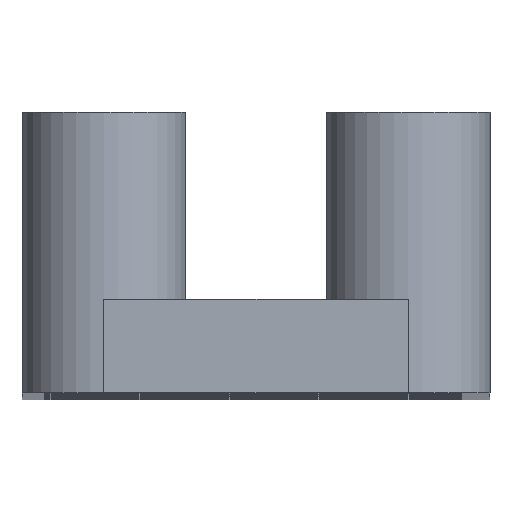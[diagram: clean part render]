
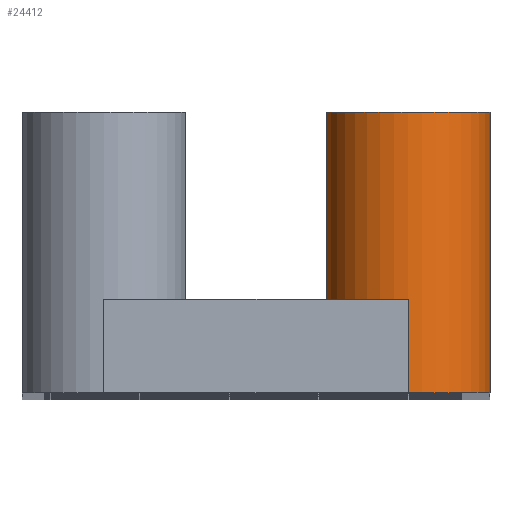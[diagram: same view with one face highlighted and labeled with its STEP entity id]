
A CAD part, top view. The second image highlights one B-rep face of the part: STEP entity #24412.
In plain terms, the highlighted cylindrical face has radius 3.5 mm (diameter 7 mm), a full revolution.
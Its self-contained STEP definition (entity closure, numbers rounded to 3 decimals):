
#405=CIRCLE('',#25535,3.5);
#406=CIRCLE('',#25536,3.5);
#407=CIRCLE('',#25537,3.5);
#408=CIRCLE('',#25538,3.5);
#409=CIRCLE('',#25539,3.5);
#427=CYLINDRICAL_SURFACE('',#25534,3.5);
#1497=FACE_OUTER_BOUND('',#2575,.T.);
#2575=EDGE_LOOP('',(#19012,#19013,#19014,#19015,#19016,#19017,#19018,#19019,
#19020));
#6129=LINE('',#37392,#9324);
#6135=LINE('',#37416,#9330);
#6136=LINE('',#37420,#9331);
#9324=VECTOR('',#30911,10.);
#9330=VECTOR('',#30935,3.5);
#9331=VECTOR('',#30938,10.);
#11477=VERTEX_POINT('',#37390);
#11478=VERTEX_POINT('',#37391);
#11485=VERTEX_POINT('',#37411);
#11486=VERTEX_POINT('',#37412);
#11487=VERTEX_POINT('',#37415);
#11488=VERTEX_POINT('',#37417);
#11489=VERTEX_POINT('',#37419);
#14699=EDGE_CURVE('',#11477,#11478,#6129,.T.);
#14709=EDGE_CURVE('',#11485,#11486,#405,.T.);
#14710=EDGE_CURVE('',#11486,#11485,#406,.T.);
#14711=EDGE_CURVE('',#11486,#11487,#6135,.T.);
#14712=EDGE_CURVE('',#11488,#11487,#407,.T.);
#14713=EDGE_CURVE('',#11488,#11489,#6136,.T.);
#14714=EDGE_CURVE('',#11489,#11477,#408,.T.);
#14715=EDGE_CURVE('',#11487,#11478,#409,.T.);
#19012=ORIENTED_EDGE('',*,*,#14709,.F.);
#19013=ORIENTED_EDGE('',*,*,#14710,.F.);
#19014=ORIENTED_EDGE('',*,*,#14711,.T.);
#19015=ORIENTED_EDGE('',*,*,#14712,.F.);
#19016=ORIENTED_EDGE('',*,*,#14713,.T.);
#19017=ORIENTED_EDGE('',*,*,#14714,.T.);
#19018=ORIENTED_EDGE('',*,*,#14699,.T.);
#19019=ORIENTED_EDGE('',*,*,#14715,.F.);
#19020=ORIENTED_EDGE('',*,*,#14711,.F.);
#24412=ADVANCED_FACE('',(#1497),#427,.T.);
#25534=AXIS2_PLACEMENT_3D('',#37410,#30929,#30930);
#25535=AXIS2_PLACEMENT_3D('',#37413,#30931,#30932);
#25536=AXIS2_PLACEMENT_3D('',#37414,#30933,#30934);
#25537=AXIS2_PLACEMENT_3D('',#37418,#30936,#30937);
#25538=AXIS2_PLACEMENT_3D('',#37421,#30939,#30940);
#25539=AXIS2_PLACEMENT_3D('',#37422,#30941,#30942);
#30911=DIRECTION('',(0.,1.,0.));
#30929=DIRECTION('center_axis',(0.,1.,0.));
#30930=DIRECTION('ref_axis',(1.,0.,0.));
#30931=DIRECTION('center_axis',(0.,1.,0.));
#30932=DIRECTION('ref_axis',(1.,0.,0.));
#30933=DIRECTION('center_axis',(0.,1.,0.));
#30934=DIRECTION('ref_axis',(1.,0.,0.));
#30935=DIRECTION('',(0.,-1.,0.));
#30936=DIRECTION('center_axis',(0.,-1.,0.));
#30937=DIRECTION('ref_axis',(1.,0.,0.));
#30938=DIRECTION('',(0.,-1.,0.));
#30939=DIRECTION('center_axis',(0.,1.,0.));
#30940=DIRECTION('ref_axis',(0.707,0.,0.707));
#30941=DIRECTION('center_axis',(0.,-1.,0.));
#30942=DIRECTION('ref_axis',(1.,0.,0.));
#37390=CARTESIAN_POINT('',(10.,0.,83.5));
#37391=CARTESIAN_POINT('',(10.,4.,83.5));
#37392=CARTESIAN_POINT('',(10.,0.,83.5));
#37410=CARTESIAN_POINT('Origin',(6.5,4.,83.5));
#37411=CARTESIAN_POINT('',(10.,12.,83.5));
#37412=CARTESIAN_POINT('',(3.,12.,83.5));
#37413=CARTESIAN_POINT('Origin',(6.5,12.,83.5));
#37414=CARTESIAN_POINT('Origin',(6.5,12.,83.5));
#37415=CARTESIAN_POINT('',(3.,4.,83.5));
#37416=CARTESIAN_POINT('',(3.,4.,83.5));
#37417=CARTESIAN_POINT('',(6.5,4.,87.));
#37418=CARTESIAN_POINT('Origin',(6.5,4.,83.5));
#37419=CARTESIAN_POINT('',(6.5,0.,87.));
#37420=CARTESIAN_POINT('',(6.5,0.,87.));
#37421=CARTESIAN_POINT('Origin',(6.5,0.,83.5));
#37422=CARTESIAN_POINT('Origin',(6.5,4.,83.5));
